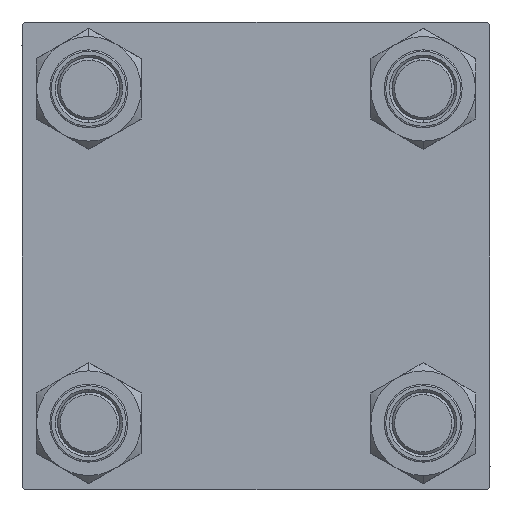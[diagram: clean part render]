
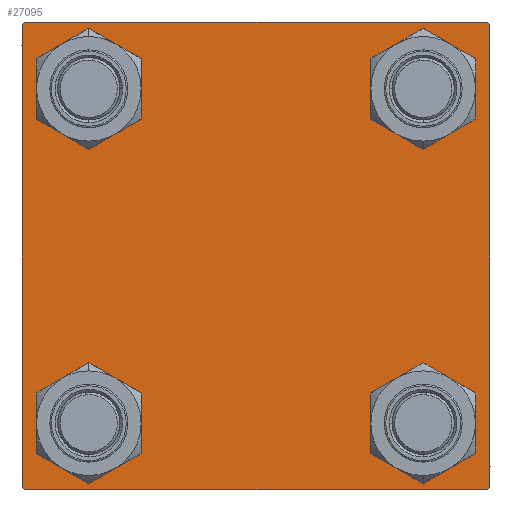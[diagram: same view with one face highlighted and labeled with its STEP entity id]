
A CAD part, left-side view. The second image highlights one B-rep face of the part: STEP entity #27095.
In plain terms, the highlighted planar face has unit normal (-1, 0, 0).
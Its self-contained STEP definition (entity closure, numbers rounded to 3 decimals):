
#1093 = PLANE ( 'NONE',  #40172 ) ;
#1123 = DIRECTION ( 'NONE',  ( 1., 0., 0. ) ) ;
#1576 = DIRECTION ( 'NONE',  ( 0., 0., 1. ) ) ;
#1629 = CIRCLE ( 'NONE', #12996, 6.5 ) ;
#2783 = CARTESIAN_POINT ( 'NONE',  ( 0., -44.5, 45. ) ) ;
#3505 = EDGE_CURVE ( 'NONE', #23972, #4772, #33969, .T. ) ;
#3684 = DIRECTION ( 'NONE',  ( 1., 0., 0. ) ) ;
#4516 = VERTEX_POINT ( 'NONE', #23733 ) ;
#4523 = VERTEX_POINT ( 'NONE', #15543 ) ;
#4772 = VERTEX_POINT ( 'NONE', #2783 ) ;
#4901 = FACE_BOUND ( 'NONE', #13576, .T. ) ;
#5344 = CIRCLE ( 'NONE', #23268, 6.5 ) ;
#5633 = VECTOR ( 'NONE', #15941, 1000. ) ;
#6110 = CARTESIAN_POINT ( 'NONE',  ( 0., 44.5, 45. ) ) ;
#6298 = CARTESIAN_POINT ( 'NONE',  ( 0., -44.75, -44.75 ) ) ;
#6823 = ORIENTED_EDGE ( 'NONE', *, *, #48839, .T. ) ;
#7952 = DIRECTION ( 'NONE',  ( 0., 0., 1. ) ) ;
#8304 = DIRECTION ( 'NONE',  ( 0., -1., 0. ) ) ;
#8507 = DIRECTION ( 'NONE',  ( 0., 0., 1. ) ) ;
#8608 = LINE ( 'NONE', #43758, #43462 ) ;
#8757 = DIRECTION ( 'NONE',  ( 0., 0., -1. ) ) ;
#8817 = VERTEX_POINT ( 'NONE', #15426 ) ;
#9141 = LINE ( 'NONE', #6298, #11032 ) ;
#9761 = VECTOR ( 'NONE', #8304, 1000. ) ;
#10327 = CARTESIAN_POINT ( 'NONE',  ( 0., 45., 45. ) ) ;
#10705 = VECTOR ( 'NONE', #17575, 1000. ) ;
#11032 = VECTOR ( 'NONE', #21362, 1000. ) ;
#11527 = CARTESIAN_POINT ( 'NONE',  ( 0., -44.75, 44.75 ) ) ;
#12338 = DIRECTION ( 'NONE',  ( 1., 0., 0. ) ) ;
#12444 = EDGE_LOOP ( 'NONE', ( #17821, #38825 ) ) ;
#12453 = ORIENTED_EDGE ( 'NONE', *, *, #17684, .T. ) ;
#12500 = DIRECTION ( 'NONE',  ( 1., 0., 0. ) ) ;
#12546 = FACE_OUTER_BOUND ( 'NONE', #30198, .T. ) ;
#12996 = AXIS2_PLACEMENT_3D ( 'NONE', #37721, #40099, #44169 ) ;
#13225 = VECTOR ( 'NONE', #31160, 1000. ) ;
#13244 = EDGE_CURVE ( 'NONE', #4516, #4523, #1629, .T. ) ;
#13576 = EDGE_LOOP ( 'NONE', ( #42202, #12453 ) ) ;
#13817 = VERTEX_POINT ( 'NONE', #32773 ) ;
#13873 = ORIENTED_EDGE ( 'NONE', *, *, #36084, .T. ) ;
#14181 = VERTEX_POINT ( 'NONE', #39308 ) ;
#14299 = VERTEX_POINT ( 'NONE', #15026 ) ;
#15026 = CARTESIAN_POINT ( 'NONE',  ( 0., 32.15, 38.65 ) ) ;
#15142 = DIRECTION ( 'NONE',  ( 0., -1., 0. ) ) ;
#15235 = ORIENTED_EDGE ( 'NONE', *, *, #17832, .T. ) ;
#15426 = CARTESIAN_POINT ( 'NONE',  ( 0., -32.15, 38.65 ) ) ;
#15543 = CARTESIAN_POINT ( 'NONE',  ( 0., -32.15, -38.65 ) ) ;
#15679 = CARTESIAN_POINT ( 'NONE',  ( 0., 45., -45. ) ) ;
#15941 = DIRECTION ( 'NONE',  ( 0., 0.707, -0.707 ) ) ;
#16255 = AXIS2_PLACEMENT_3D ( 'NONE', #41855, #27334, #7952 ) ;
#16438 = LINE ( 'NONE', #15679, #9761 ) ;
#16447 = LINE ( 'NONE', #21025, #5633 ) ;
#16507 = ORIENTED_EDGE ( 'NONE', *, *, #27672, .T. ) ;
#17575 = DIRECTION ( 'NONE',  ( 0., 0., -1. ) ) ;
#17684 = EDGE_CURVE ( 'NONE', #44355, #14299, #39857, .T. ) ;
#17821 = ORIENTED_EDGE ( 'NONE', *, *, #36707, .T. ) ;
#17832 = EDGE_CURVE ( 'NONE', #48416, #46813, #16438, .T. ) ;
#17839 = VECTOR ( 'NONE', #8757, 1000. ) ;
#19059 = EDGE_CURVE ( 'NONE', #13817, #37832, #22827, .T. ) ;
#19160 = DIRECTION ( 'NONE',  ( 1., 0., 0. ) ) ;
#19669 = DIRECTION ( 'NONE',  ( 0., 0., 1. ) ) ;
#20483 = ORIENTED_EDGE ( 'NONE', *, *, #25948, .T. ) ;
#21025 = CARTESIAN_POINT ( 'NONE',  ( 0., 44.75, 44.75 ) ) ;
#21119 = CARTESIAN_POINT ( 'NONE',  ( 0., -45., -44.5 ) ) ;
#21273 = EDGE_CURVE ( 'NONE', #23972, #44273, #24501, .T. ) ;
#21324 = CARTESIAN_POINT ( 'NONE',  ( 0., -45., 44.5 ) ) ;
#21362 = DIRECTION ( 'NONE',  ( 0., -0.707, 0.707 ) ) ;
#22827 = CIRCLE ( 'NONE', #28551, 6.5 ) ;
#22900 = EDGE_CURVE ( 'NONE', #33837, #4772, #50066, .T. ) ;
#22968 = CARTESIAN_POINT ( 'NONE',  ( 0., -44.5, -45. ) ) ;
#23268 = AXIS2_PLACEMENT_3D ( 'NONE', #31452, #1123, #8507 ) ;
#23315 = DIRECTION ( 'NONE',  ( 0., 0., 1. ) ) ;
#23451 = ORIENTED_EDGE ( 'NONE', *, *, #22900, .F. ) ;
#23733 = CARTESIAN_POINT ( 'NONE',  ( 0., -32.15, -25.65 ) ) ;
#23972 = VERTEX_POINT ( 'NONE', #21324 ) ;
#24501 = LINE ( 'NONE', #40026, #10705 ) ;
#24518 = ORIENTED_EDGE ( 'NONE', *, *, #49152, .T. ) ;
#24739 = DIRECTION ( 'NONE',  ( 0., 0., 1. ) ) ;
#25409 = CARTESIAN_POINT ( 'NONE',  ( 0., 32.15, 32.15 ) ) ;
#25948 = EDGE_CURVE ( 'NONE', #8817, #14181, #40969, .T. ) ;
#26650 = AXIS2_PLACEMENT_3D ( 'NONE', #27398, #3684, #23315 ) ;
#27095 = ADVANCED_FACE ( 'NONE', ( #40302, #35495, #36243, #4901, #12546 ), #1093, .T. ) ;
#27334 = DIRECTION ( 'NONE',  ( 1., 0., 0. ) ) ;
#27398 = CARTESIAN_POINT ( 'NONE',  ( 0., -32.15, -32.15 ) ) ;
#27522 = ORIENTED_EDGE ( 'NONE', *, *, #21273, .F. ) ;
#27672 = EDGE_CURVE ( 'NONE', #32997, #48416, #8608, .T. ) ;
#28248 = AXIS2_PLACEMENT_3D ( 'NONE', #35796, #12338, #48005 ) ;
#28356 = CARTESIAN_POINT ( 'NONE',  ( 0., 45., 44.5 ) ) ;
#28476 = DIRECTION ( 'NONE',  ( 0., -0.707, -0.707 ) ) ;
#28551 = AXIS2_PLACEMENT_3D ( 'NONE', #35728, #19160, #19669 ) ;
#29732 = DIRECTION ( 'NONE',  ( 0., 0., 1. ) ) ;
#29907 = ORIENTED_EDGE ( 'NONE', *, *, #13244, .T. ) ;
#30198 = EDGE_LOOP ( 'NONE', ( #24518, #16507, #15235, #13873, #27522, #36670, #23451, #6823 ) ) ;
#31012 = EDGE_LOOP ( 'NONE', ( #29907, #31893 ) ) ;
#31160 = DIRECTION ( 'NONE',  ( 0., 0.707, 0.707 ) ) ;
#31452 = CARTESIAN_POINT ( 'NONE',  ( 0., 32.15, -32.15 ) ) ;
#31669 = DIRECTION ( 'NONE',  ( -1., 0., 0. ) ) ;
#31893 = ORIENTED_EDGE ( 'NONE', *, *, #42983, .T. ) ;
#32136 = DIRECTION ( 'NONE',  ( 1., 0., 0. ) ) ;
#32773 = CARTESIAN_POINT ( 'NONE',  ( 0., 32.15, -38.65 ) ) ;
#32997 = VERTEX_POINT ( 'NONE', #45596 ) ;
#33837 = VERTEX_POINT ( 'NONE', #6110 ) ;
#33969 = LINE ( 'NONE', #11527, #13225 ) ;
#34098 = CARTESIAN_POINT ( 'NONE',  ( 0., 32.15, 25.65 ) ) ;
#35495 = FACE_BOUND ( 'NONE', #31012, .T. ) ;
#35728 = CARTESIAN_POINT ( 'NONE',  ( 0., 32.15, -32.15 ) ) ;
#35776 = CARTESIAN_POINT ( 'NONE',  ( 0., 45., 45. ) ) ;
#35796 = CARTESIAN_POINT ( 'NONE',  ( 0., -32.15, 32.15 ) ) ;
#35974 = VECTOR ( 'NONE', #15142, 1000. ) ;
#36084 = EDGE_CURVE ( 'NONE', #46813, #44273, #9141, .T. ) ;
#36243 = FACE_BOUND ( 'NONE', #12444, .T. ) ;
#36670 = ORIENTED_EDGE ( 'NONE', *, *, #3505, .T. ) ;
#36707 = EDGE_CURVE ( 'NONE', #37832, #13817, #5344, .T. ) ;
#37721 = CARTESIAN_POINT ( 'NONE',  ( 0., -32.15, -32.15 ) ) ;
#37832 = VERTEX_POINT ( 'NONE', #49480 ) ;
#38243 = CIRCLE ( 'NONE', #16255, 6.5 ) ;
#38612 = EDGE_CURVE ( 'NONE', #14181, #8817, #48572, .T. ) ;
#38825 = ORIENTED_EDGE ( 'NONE', *, *, #19059, .T. ) ;
#39308 = CARTESIAN_POINT ( 'NONE',  ( 0., -32.15, 25.65 ) ) ;
#39619 = ORIENTED_EDGE ( 'NONE', *, *, #38612, .T. ) ;
#39857 = CIRCLE ( 'NONE', #49585, 6.5 ) ;
#40026 = CARTESIAN_POINT ( 'NONE',  ( 0., -45., 45. ) ) ;
#40099 = DIRECTION ( 'NONE',  ( 1., 0., 0. ) ) ;
#40172 = AXIS2_PLACEMENT_3D ( 'NONE', #44121, #31669, #1576 ) ;
#40302 = FACE_BOUND ( 'NONE', #47352, .T. ) ;
#40969 = CIRCLE ( 'NONE', #47504, 6.5 ) ;
#41855 = CARTESIAN_POINT ( 'NONE',  ( 0., 32.15, 32.15 ) ) ;
#42202 = ORIENTED_EDGE ( 'NONE', *, *, #50316, .T. ) ;
#42983 = EDGE_CURVE ( 'NONE', #4523, #4516, #45359, .T. ) ;
#43462 = VECTOR ( 'NONE', #28476, 1000. ) ;
#43668 = LINE ( 'NONE', #35776, #17839 ) ;
#43758 = CARTESIAN_POINT ( 'NONE',  ( 0., 44.75, -44.75 ) ) ;
#44087 = CARTESIAN_POINT ( 'NONE',  ( 0., -32.15, 32.15 ) ) ;
#44121 = CARTESIAN_POINT ( 'NONE',  ( 0., 0., 0. ) ) ;
#44169 = DIRECTION ( 'NONE',  ( 0., 0., 1. ) ) ;
#44273 = VERTEX_POINT ( 'NONE', #21119 ) ;
#44355 = VERTEX_POINT ( 'NONE', #34098 ) ;
#45078 = CARTESIAN_POINT ( 'NONE',  ( 0., 44.5, -45. ) ) ;
#45359 = CIRCLE ( 'NONE', #26650, 6.5 ) ;
#45413 = VERTEX_POINT ( 'NONE', #28356 ) ;
#45596 = CARTESIAN_POINT ( 'NONE',  ( 0., 45., -44.5 ) ) ;
#46813 = VERTEX_POINT ( 'NONE', #22968 ) ;
#47352 = EDGE_LOOP ( 'NONE', ( #20483, #39619 ) ) ;
#47504 = AXIS2_PLACEMENT_3D ( 'NONE', #44087, #32136, #24739 ) ;
#48005 = DIRECTION ( 'NONE',  ( 0., 0., 1. ) ) ;
#48416 = VERTEX_POINT ( 'NONE', #45078 ) ;
#48572 = CIRCLE ( 'NONE', #28248, 6.5 ) ;
#48839 = EDGE_CURVE ( 'NONE', #33837, #45413, #16447, .T. ) ;
#49152 = EDGE_CURVE ( 'NONE', #45413, #32997, #43668, .T. ) ;
#49480 = CARTESIAN_POINT ( 'NONE',  ( 0., 32.15, -25.65 ) ) ;
#49585 = AXIS2_PLACEMENT_3D ( 'NONE', #25409, #12500, #29732 ) ;
#50066 = LINE ( 'NONE', #10327, #35974 ) ;
#50316 = EDGE_CURVE ( 'NONE', #14299, #44355, #38243, .T. ) ;
